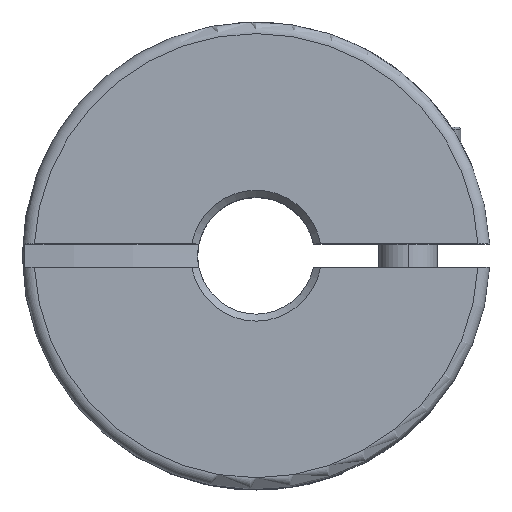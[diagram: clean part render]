
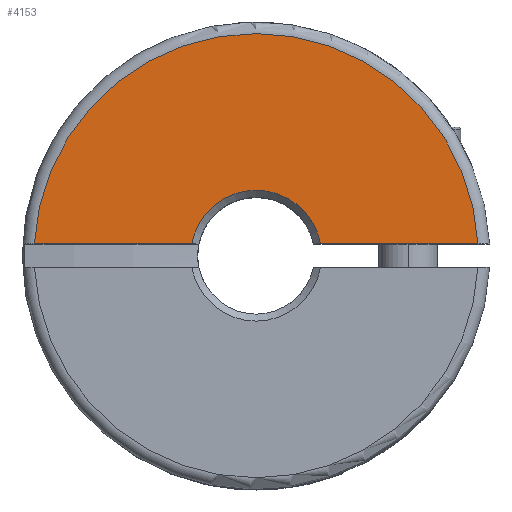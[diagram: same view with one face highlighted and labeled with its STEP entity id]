
A CAD part, top view. The second image highlights one B-rep face of the part: STEP entity #4153.
In plain terms, the highlighted planar face has unit normal (0, 0, 1).
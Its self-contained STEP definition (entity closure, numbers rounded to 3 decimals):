
#179 = LINE ( 'NONE', #1562, #4083 ) ;
#307 = EDGE_LOOP ( 'NONE', ( #536, #2627, #3577, #2225 ) ) ;
#448 = DIRECTION ( 'NONE',  ( 0., 0., -1. ) ) ;
#536 = ORIENTED_EDGE ( 'NONE', *, *, #1136, .F. ) ;
#569 = DIRECTION ( 'NONE',  ( 1., 0., 0. ) ) ;
#807 = CARTESIAN_POINT ( 'NONE',  ( 0., 0.5, 9.5 ) ) ;
#891 = CARTESIAN_POINT ( 'NONE',  ( -2.755, 0.5, 9.5 ) ) ;
#1136 = EDGE_CURVE ( 'NONE', #2409, #2555, #179, .T. ) ;
#1241 = DIRECTION ( 'NONE',  ( 1., 0., 0. ) ) ;
#1253 = CIRCLE ( 'NONE', #2911, 9.5 ) ;
#1262 = FACE_OUTER_BOUND ( 'NONE', #307, .T. ) ;
#1562 = CARTESIAN_POINT ( 'NONE',  ( 0., 0.5, 9.5 ) ) ;
#1655 = CARTESIAN_POINT ( 'NONE',  ( 2.755, 0.5, 9.5 ) ) ;
#1890 = CARTESIAN_POINT ( 'NONE',  ( 9.487, 0.5, 9.5 ) ) ;
#1918 = CARTESIAN_POINT ( 'NONE',  ( 0., 0., 9.5 ) ) ;
#1979 = CIRCLE ( 'NONE', #4373, 2.8 ) ;
#2225 = ORIENTED_EDGE ( 'NONE', *, *, #3601, .T. ) ;
#2267 = EDGE_CURVE ( 'NONE', #2409, #3001, #1253, .T. ) ;
#2300 = DIRECTION ( 'NONE',  ( 0., 0., 1. ) ) ;
#2409 = VERTEX_POINT ( 'NONE', #1890 ) ;
#2555 = VERTEX_POINT ( 'NONE', #1655 ) ;
#2611 = PLANE ( 'NONE',  #3476 ) ;
#2627 = ORIENTED_EDGE ( 'NONE', *, *, #2267, .T. ) ;
#2670 = CARTESIAN_POINT ( 'NONE',  ( -9.487, 0.5, 9.5 ) ) ;
#2911 = AXIS2_PLACEMENT_3D ( 'NONE', #4018, #2300, #4360 ) ;
#2937 = DIRECTION ( 'NONE',  ( -1., 0., 0. ) ) ;
#3001 = VERTEX_POINT ( 'NONE', #2670 ) ;
#3324 = CARTESIAN_POINT ( 'NONE',  ( 0., 0., 9.5 ) ) ;
#3476 = AXIS2_PLACEMENT_3D ( 'NONE', #3324, #4414, #569 ) ;
#3546 = LINE ( 'NONE', #807, #3907 ) ;
#3569 = DIRECTION ( 'NONE',  ( -1., 0., 0. ) ) ;
#3577 = ORIENTED_EDGE ( 'NONE', *, *, #3896, .F. ) ;
#3601 = EDGE_CURVE ( 'NONE', #4126, #2555, #1979, .T. ) ;
#3896 = EDGE_CURVE ( 'NONE', #4126, #3001, #3546, .T. ) ;
#3907 = VECTOR ( 'NONE', #3569, 1000. ) ;
#4018 = CARTESIAN_POINT ( 'NONE',  ( 0., 0., 9.5 ) ) ;
#4083 = VECTOR ( 'NONE', #2937, 1000. ) ;
#4126 = VERTEX_POINT ( 'NONE', #891 ) ;
#4153 = ADVANCED_FACE ( 'NONE', ( #1262 ), #2611, .T. ) ;
#4360 = DIRECTION ( 'NONE',  ( 1., 0., 0. ) ) ;
#4373 = AXIS2_PLACEMENT_3D ( 'NONE', #1918, #448, #1241 ) ;
#4414 = DIRECTION ( 'NONE',  ( 0., 0., 1. ) ) ;
